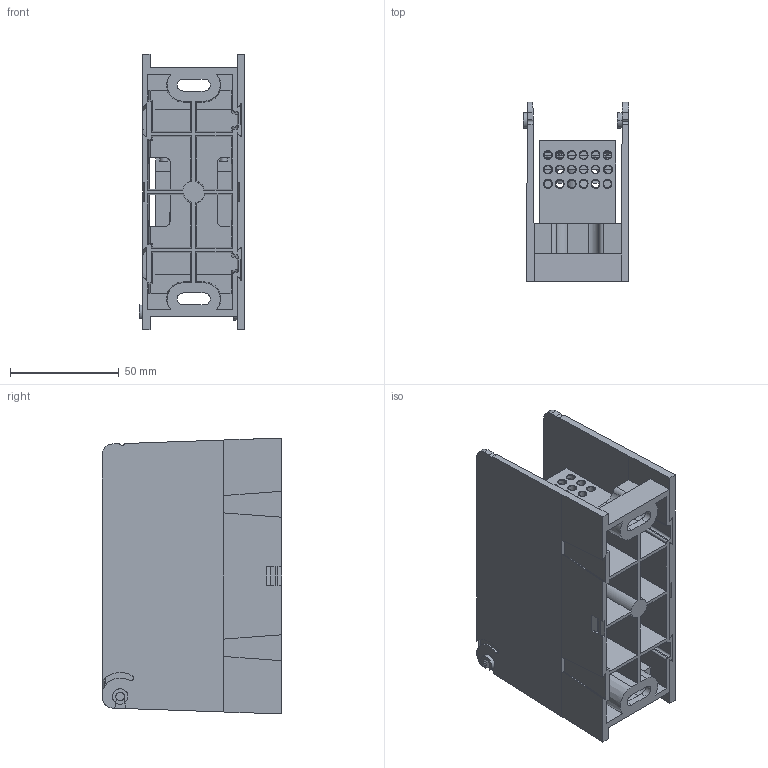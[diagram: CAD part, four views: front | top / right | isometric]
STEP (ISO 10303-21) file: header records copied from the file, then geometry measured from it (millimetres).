
FILE_DESCRIPTION (( 'STEP AP214' ), '1' );
FILE_NAME ('701930rev-1P.STEP', '2015-06-24T17:09:07', ( '' ), ( '' ), 'SwSTEP 2.0', 'SolidWorks 2014', '' );
FILE_SCHEMA (( 'AUTOMOTIVE_DESIGN' ));
Length unit declared in the file: inch
Products named in the file (1): 701930rev-1P
Bounding box: 48.6 x 82.55 x 127.01 mm (x, y, z)
Surface area: 80094.2 mm2 (no closed solid volume)
Topology: 0 solids, 31 shells, 514 faces, 1744 edges, 1157 vertices
Faces by surface type: plane 220, cone 166, cylinder 126, bspline 2
Entity records: 30698 total; most frequent: CARTESIAN_POINT 10028, ORIENTED_EDGE 2820, DIRECTION 2637, EDGE_CURVE 1718, VERTEX_POINT 1156, AXIS2_PLACEMENT_3D 882, VECTOR 873, LINE 873
